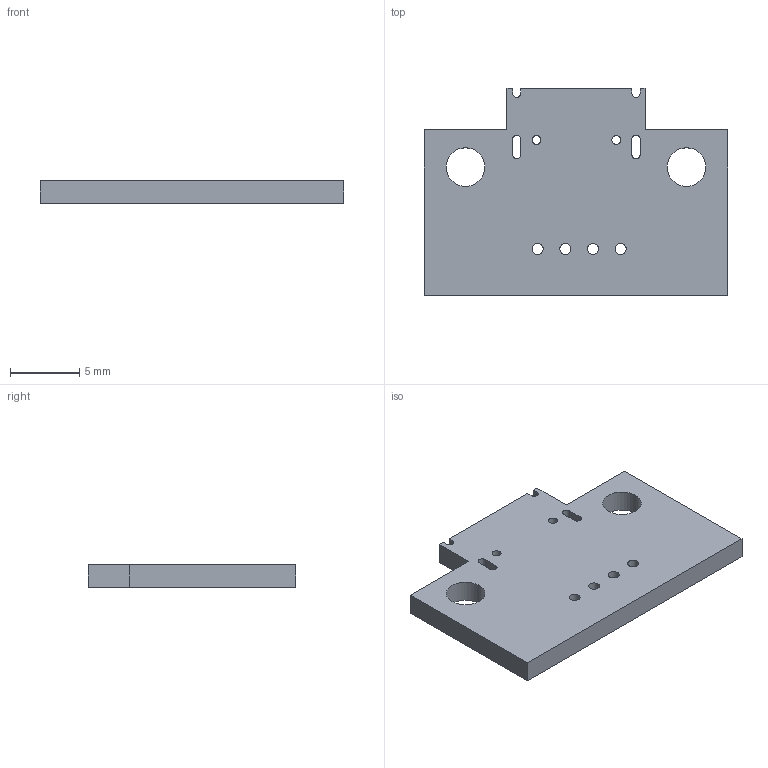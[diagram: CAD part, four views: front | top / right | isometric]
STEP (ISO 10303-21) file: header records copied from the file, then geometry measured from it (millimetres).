
FILE_DESCRIPTION(('KiCad electronic assembly'),'2;1');
FILE_NAME('fox_usb.step','2022-10-12T23:49:00',('Pcbnew'),('Kicad'), 'Open CASCADE STEP processor 7.6','KiCad to STEP converter','Unknown' );
FILE_SCHEMA(('AUTOMOTIVE_DESIGN { 1 0 10303 214 1 1 1 1 }'));
Length unit declared in the file: millimetre
Products named in the file (2): fox_usb 1; fox_usb PCB
Assembly tree (1 placements, depth 2):
  fox_usb 1
    fox_usb PCB
Bounding box: 22 x 15 x 1.6 mm (x, y, z)
Volume: 442.3 mm3; surface area: 738.4 mm2
Topology: 1 solids, 1 shells, 34 faces, 96 edges, 64 vertices
Faces by surface type: plane 20, cylinder 14
Full cylindrical faces by diameter (mm): 0.65 x2, 0.8 x4, 2.8 x2
Entity records: 2519 total; most frequent: CARTESIAN_POINT 564, DIRECTION 352, LINE 224, VECTOR 224, ORIENTED_EDGE 192, PCURVE 192, DEFINITIONAL_REPRESENTATION 192, EDGE_CURVE 96
